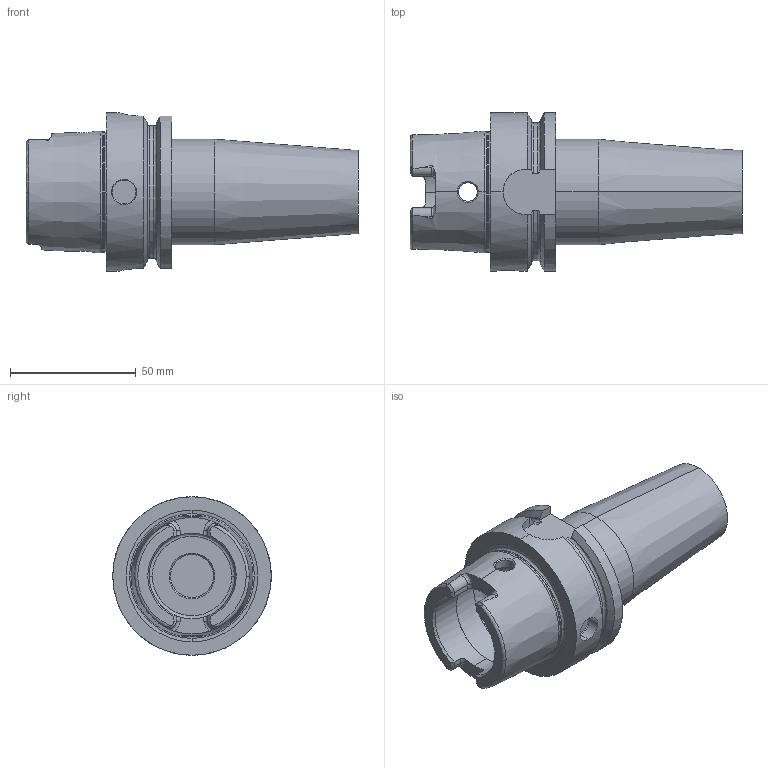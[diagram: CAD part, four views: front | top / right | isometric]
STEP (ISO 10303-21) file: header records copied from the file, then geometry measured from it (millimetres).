
FILE_DESCRIPTION (( 'STEP AP203' ), '1' );
FILE_NAME ('72-575-500-600_Kunde.step', '2013-01-23T09:09:26', ( '' ), ( '' ), 'SwSTEP 2.0', 'SolidWorks 2012', '' );
FILE_SCHEMA (( 'CONFIG_CONTROL_DESIGN' ));
Length unit declared in the file: millimetre
Products named in the file (1): 72-575-500-600_Kunde
Bounding box: 132 x 63 x 63 mm (x, y, z)
Volume: 152237.6 mm3; surface area: 33996.5 mm2
Topology: 1 solids, 1 shells, 146 faces, 389 edges, 247 vertices
Faces by surface type: plane 46, cylinder 43, bspline 29, cone 28
Entity records: 6487 total; most frequent: CARTESIAN_POINT 2991, ORIENTED_EDGE 778, DIRECTION 655, EDGE_CURVE 389, AXIS2_PLACEMENT_3D 261, VERTEX_POINT 247, EDGE_LOOP 152, FACE_OUTER_BOUND 146
